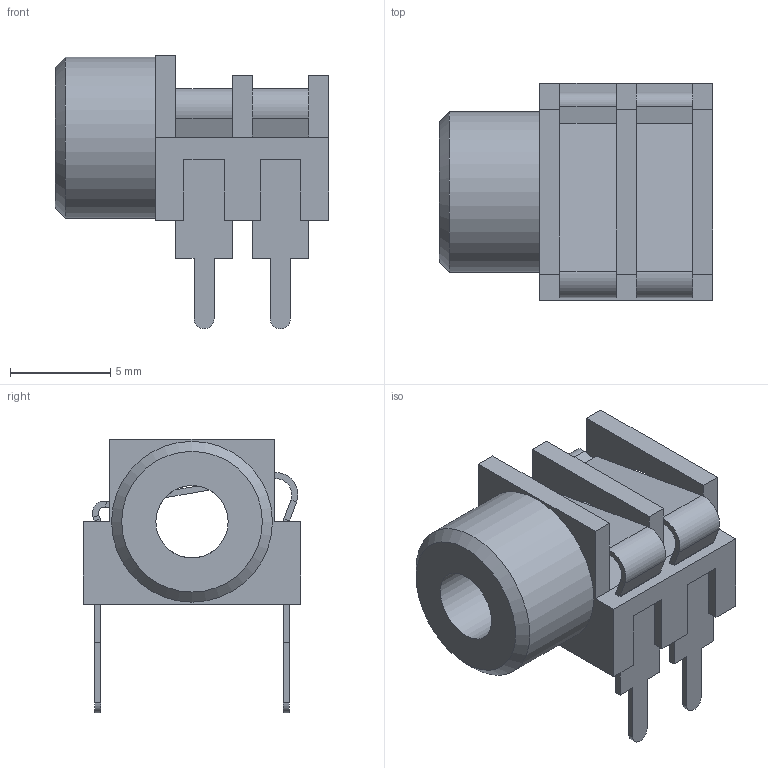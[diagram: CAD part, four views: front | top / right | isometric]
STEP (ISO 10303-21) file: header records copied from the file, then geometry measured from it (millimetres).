
FILE_DESCRIPTION(('FreeCAD Model'),'2;1');
FILE_NAME('CLIFF-CL1384.step','2018-07-20T15:30:10',('kicad StepUp'),('ksu MCAD'), 'Open CASCADE STEP processor 7.2','FreeCAD','Unknown');
FILE_SCHEMA(('AUTOMOTIVE_DESIGN { 1 0 10303 214 1 1 1 1 }'));
Length unit declared in the file: millimetre
Products named in the file (1): CLIFF-CL1384
Bounding box: 13.6 x 10.8 x 13.6 mm (x, y, z)
Volume: 519.6 mm3; surface area: 1058.9 mm2
Topology: 1 solids, 1 shells, 172 faces, 481 edges, 288 vertices
Faces by surface type: plane 148, cylinder 23, cone 1
Full cylindrical faces by diameter (mm): 3.6 x2, 8 x1
Entity records: 6636 total; most frequent: ORIENTED_EDGE 962, CARTESIAN_POINT 942, DIRECTION 905, EDGE_CURVE 481, LINE 403, VECTOR 403, VERTEX_POINT 288, AXIS2_PLACEMENT_3D 251
